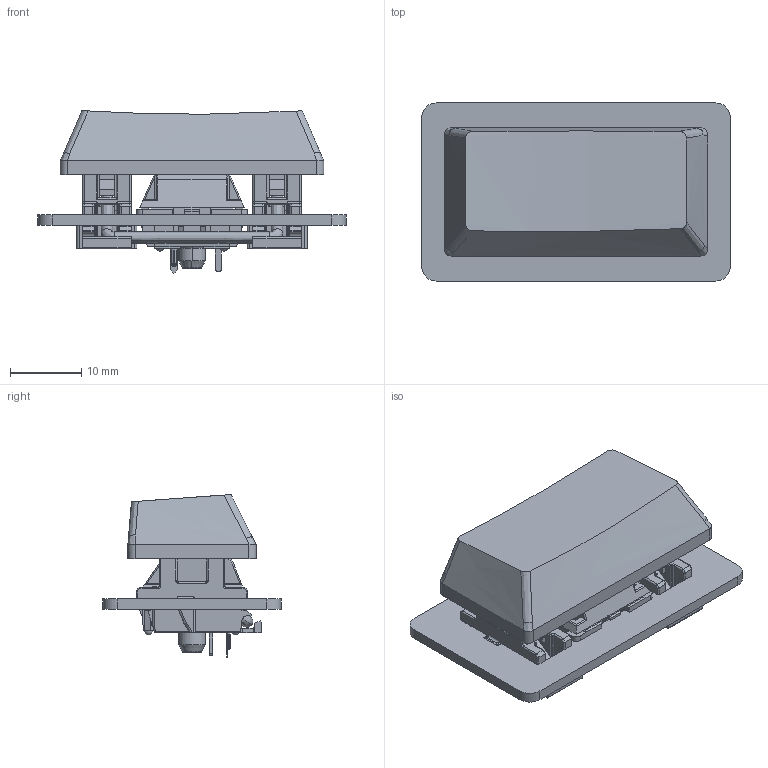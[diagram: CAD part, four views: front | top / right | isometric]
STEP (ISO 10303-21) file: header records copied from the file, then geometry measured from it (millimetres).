
FILE_DESCRIPTION((''),'2;1');
FILE_NAME('AS_STABIL_ASM','2019-08-18T',('Mirko'),(''),'CREO PARAMETRIC BY PTC INC, 2015380','CREO PARAMETRIC BY PTC INC, 2015380','');
FILE_SCHEMA(('CONFIG_CONTROL_DESIGN'));
Length unit declared in the file: millimetre
Products named in the file (15): PLATE_STABIL3; MX_DOWN; MX_UP; UP_MX; MX_PIN; MX_SPRING; MX_CLICK; ASM_MX_ASM; ENTER; AS_ENTER_ASM; STABIL_DOWN_MX; STABIL_MX; MX_METAL; AS_TEST_STABIL_ASM; AS_STABIL_ASM
Assembly tree (16 placements, depth 4):
  AS_STABIL_ASM
    PLATE_STABIL3
    AS_ENTER_ASM
      ASM_MX_ASM
        MX_DOWN
        MX_UP
        UP_MX
        MX_PIN
        MX_SPRING
        MX_CLICK
      ENTER
    AS_TEST_STABIL_ASM
      STABIL_DOWN_MX  x2
      STABIL_MX  x2
      MX_METAL
Bounding box: 43.3 x 25 x 22.81 mm (x, y, z)
Volume: 5122.3 mm3; surface area: 10703.8 mm2
Topology: 14 solids, 14 shells, 1848 faces, 4882 edges, 3052 vertices
Faces by surface type: plane 1116, cylinder 541, torus 76, bspline 63, sphere 46, cone 6
Entity records: 56563 total; most frequent: CARTESIAN_POINT 19730, ORIENTED_EDGE 7902, DIRECTION 7172, EDGE_CURVE 3951, VECTOR 2900, LINE 2900, VERTEX_POINT 2478, AXIS2_PLACEMENT_3D 2136
